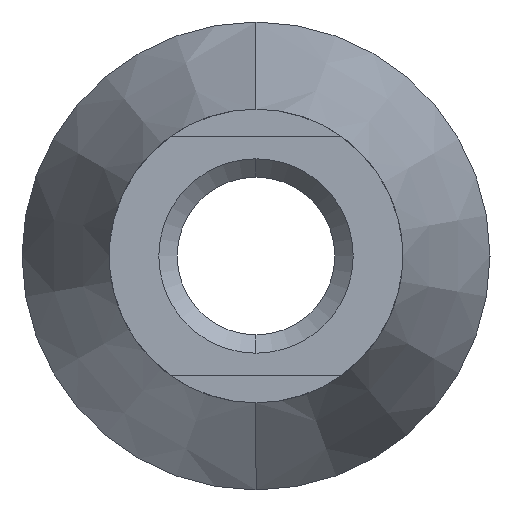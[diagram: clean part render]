
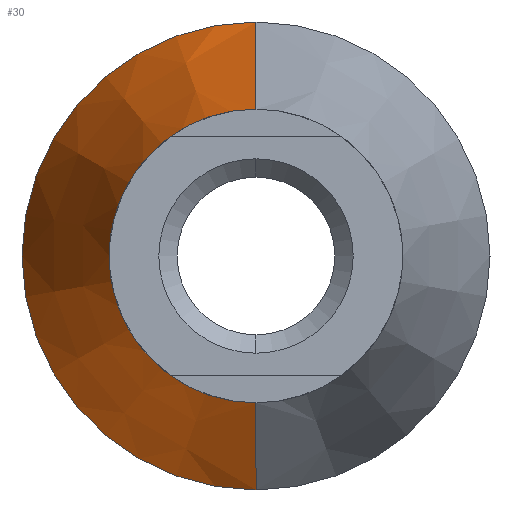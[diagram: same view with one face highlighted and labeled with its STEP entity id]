
A CAD part, left-side view. The second image highlights one B-rep face of the part: STEP entity #30.
In plain terms, the highlighted conical face has half-angle 18.493 degrees and reference radius 12.75 mm.
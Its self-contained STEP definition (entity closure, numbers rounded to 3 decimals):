
#3 = DIRECTION ( 'NONE',  ( 1., 0., 0. ) ) ;
#28 = AXIS2_PLACEMENT_3D ( 'NONE', #275, #3, #526 ) ;
#30 = ADVANCED_FACE ( 'NONE', ( #636 ), #263, .T. ) ;
#64 = EDGE_CURVE ( 'NONE', #278, #210, #328, .T. ) ;
#77 = DIRECTION ( 'NONE',  ( -1., 0., 0. ) ) ;
#116 = LINE ( 'NONE', #365, #583 ) ;
#129 = DIRECTION ( 'NONE',  ( 0., 0., 1. ) ) ;
#139 = DIRECTION ( 'NONE',  ( 0.948, 0., -0.317 ) ) ;
#173 = ORIENTED_EDGE ( 'NONE', *, *, #384, .T. ) ;
#182 = CIRCLE ( 'NONE', #274, 12.75 ) ;
#205 = CARTESIAN_POINT ( 'NONE',  ( -45.757, 0., 12.75 ) ) ;
#210 = VERTEX_POINT ( 'NONE', #650 ) ;
#240 = VECTOR ( 'NONE', #139, 1000. ) ;
#263 = CONICAL_SURFACE ( 'NONE', #28, 12.75, 0.323 ) ;
#264 = DIRECTION ( 'NONE',  ( 0.948, 0., 0.317 ) ) ;
#272 = CARTESIAN_POINT ( 'NONE',  ( -45.757, 0., -12.75 ) ) ;
#274 = AXIS2_PLACEMENT_3D ( 'NONE', #591, #476, #129 ) ;
#275 = CARTESIAN_POINT ( 'NONE',  ( -45.757, 0., 0. ) ) ;
#278 = VERTEX_POINT ( 'NONE', #308 ) ;
#287 = LINE ( 'NONE', #439, #240 ) ;
#299 = ORIENTED_EDGE ( 'NONE', *, *, #306, .T. ) ;
#306 = EDGE_CURVE ( 'NONE', #278, #317, #116, .T. ) ;
#307 = ORIENTED_EDGE ( 'NONE', *, *, #380, .F. ) ;
#308 = CARTESIAN_POINT ( 'NONE',  ( -59.959, 0., 8. ) ) ;
#317 = VERTEX_POINT ( 'NONE', #205 ) ;
#328 = CIRCLE ( 'NONE', #659, 8. ) ;
#365 = CARTESIAN_POINT ( 'NONE',  ( -45.757, 0., 12.75 ) ) ;
#380 = EDGE_CURVE ( 'NONE', #210, #606, #287, .T. ) ;
#384 = EDGE_CURVE ( 'NONE', #317, #606, #182, .T. ) ;
#439 = CARTESIAN_POINT ( 'NONE',  ( -45.757, 0., -12.75 ) ) ;
#476 = DIRECTION ( 'NONE',  ( -1., 0., 0. ) ) ;
#492 = CARTESIAN_POINT ( 'NONE',  ( -59.959, 0., 0. ) ) ;
#517 = EDGE_LOOP ( 'NONE', ( #637, #299, #173, #307 ) ) ;
#526 = DIRECTION ( 'NONE',  ( 0., 0., -1. ) ) ;
#583 = VECTOR ( 'NONE', #264, 1000. ) ;
#591 = CARTESIAN_POINT ( 'NONE',  ( -45.757, 0., 0. ) ) ;
#606 = VERTEX_POINT ( 'NONE', #272 ) ;
#636 = FACE_OUTER_BOUND ( 'NONE', #517, .T. ) ;
#637 = ORIENTED_EDGE ( 'NONE', *, *, #64, .F. ) ;
#650 = CARTESIAN_POINT ( 'NONE',  ( -59.959, 0., -8. ) ) ;
#656 = DIRECTION ( 'NONE',  ( 0., 0., 1. ) ) ;
#659 = AXIS2_PLACEMENT_3D ( 'NONE', #492, #77, #656 ) ;
